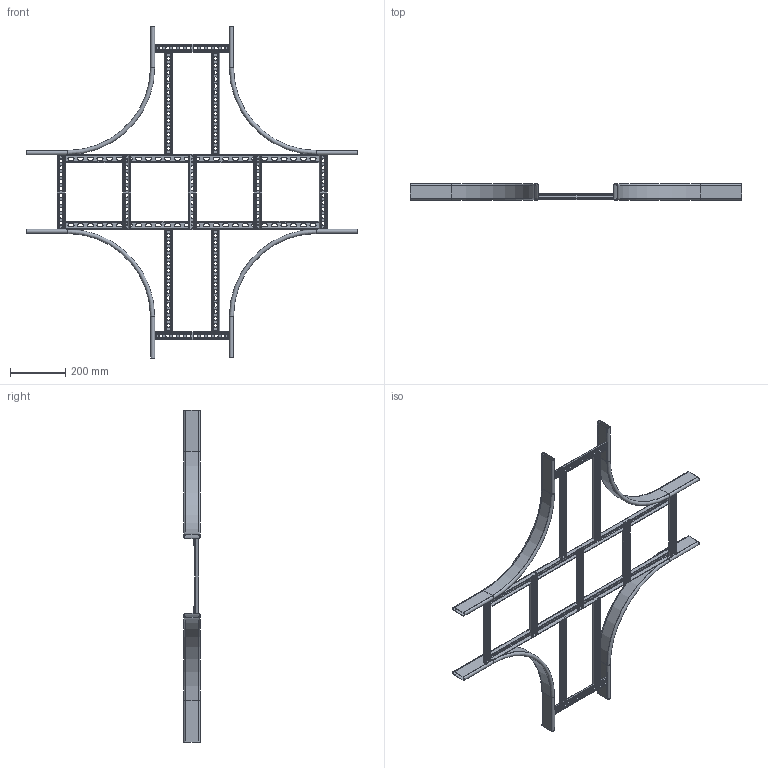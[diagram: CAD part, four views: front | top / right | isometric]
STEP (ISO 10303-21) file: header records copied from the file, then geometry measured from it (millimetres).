
FILE_DESCRIPTION (( 'STEP AP203' ), '1' );
FILE_NAME ('10-02-1399.STEP', '2013-05-02T10:16:37', ( 'asennus' ), ( '' ), 'SwSTEP 2.0', 'SolidWorks 2013', '' );
FILE_SCHEMA (( 'CONFIG_CONTROL_DESIGN' ));
Length unit declared in the file: millimetre
Products named in the file (1): 10-02-1399
Bounding box: 1200 x 60 x 1200 mm (x, y, z)
Volume: 820212.5 mm3; surface area: 1473534 mm2
Topology: 17 solids, 17 shells, 1588 faces, 3990 edges, 2436 vertices
Faces by surface type: plane 952, cylinder 600, bspline 20, torus 16
Entity records: 48119 total; most frequent: CARTESIAN_POINT 8835, DIRECTION 8216, ORIENTED_EDGE 7980, EDGE_CURVE 3990, VECTOR 2742, LINE 2742, AXIS2_PLACEMENT_3D 2737, VERTEX_POINT 2436
